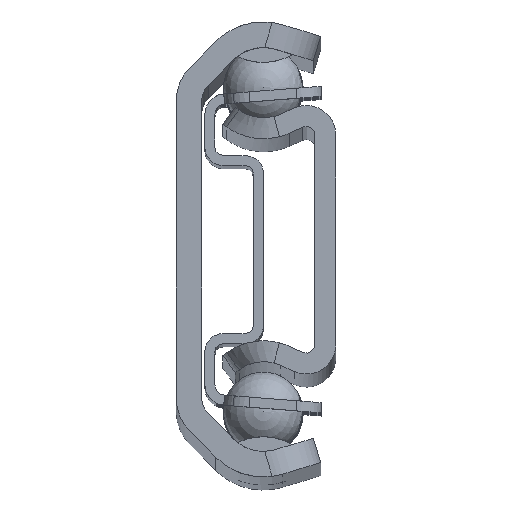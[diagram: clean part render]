
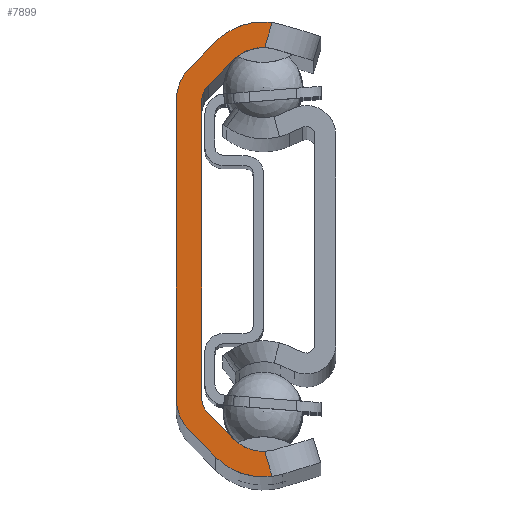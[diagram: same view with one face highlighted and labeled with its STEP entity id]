
A CAD part, top view. The second image highlights one B-rep face of the part: STEP entity #7899.
In plain terms, the highlighted planar face has unit normal (0, 0, 1).
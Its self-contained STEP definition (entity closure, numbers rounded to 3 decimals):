
#258=PLANE('',#8457);
#475=FACE_OUTER_BOUND('',#868,.T.);
#868=EDGE_LOOP('',(#5455,#5456,#5457,#5458,#5459,#5460,#5461,#5462,#5463,
#5464,#5465,#5466,#5467,#5468,#5469,#5470));
#1354=LINE('',#11795,#2147);
#1355=LINE('',#11798,#2148);
#1356=LINE('',#11802,#2149);
#1357=LINE('',#11806,#2150);
#1358=LINE('',#11810,#2151);
#1359=LINE('',#11814,#2152);
#1360=LINE('',#11818,#2153);
#1361=LINE('',#11821,#2154);
#2147=VECTOR('',#9422,10.);
#2148=VECTOR('',#9425,10.);
#2149=VECTOR('',#9428,10.);
#2150=VECTOR('',#9431,10.);
#2151=VECTOR('',#9434,10.);
#2152=VECTOR('',#9437,10.);
#2153=VECTOR('',#9440,10.);
#2154=VECTOR('',#9443,10.);
#2875=CIRCLE('',#8411,4.01);
#2901=CIRCLE('',#8452,2.49);
#2903=CIRCLE('',#8458,1.28);
#2904=CIRCLE('',#8459,1.28);
#2905=CIRCLE('',#8460,2.49);
#2906=CIRCLE('',#8461,4.01);
#2907=CIRCLE('',#8462,2.8);
#2908=CIRCLE('',#8463,2.8);
#3267=VERTEX_POINT('',#11612);
#3268=VERTEX_POINT('',#11617);
#3324=VERTEX_POINT('',#11766);
#3325=VERTEX_POINT('',#11768);
#3328=VERTEX_POINT('',#11797);
#3329=VERTEX_POINT('',#11799);
#3330=VERTEX_POINT('',#11801);
#3331=VERTEX_POINT('',#11803);
#3332=VERTEX_POINT('',#11805);
#3333=VERTEX_POINT('',#11807);
#3334=VERTEX_POINT('',#11809);
#3335=VERTEX_POINT('',#11811);
#3336=VERTEX_POINT('',#11813);
#3337=VERTEX_POINT('',#11815);
#3338=VERTEX_POINT('',#11817);
#3339=VERTEX_POINT('',#11819);
#4092=EDGE_CURVE('',#3267,#3268,#2875,.T.);
#4163=EDGE_CURVE('',#3324,#3325,#2901,.T.);
#4171=EDGE_CURVE('',#3325,#3267,#1354,.T.);
#4172=EDGE_CURVE('',#3328,#3324,#1355,.T.);
#4173=EDGE_CURVE('',#3329,#3328,#2903,.T.);
#4174=EDGE_CURVE('',#3330,#3329,#1356,.T.);
#4175=EDGE_CURVE('',#3331,#3330,#2904,.T.);
#4176=EDGE_CURVE('',#3332,#3331,#1357,.T.);
#4177=EDGE_CURVE('',#3333,#3332,#2905,.T.);
#4178=EDGE_CURVE('',#3334,#3333,#1358,.T.);
#4179=EDGE_CURVE('',#3335,#3334,#2906,.T.);
#4180=EDGE_CURVE('',#3336,#3335,#1359,.T.);
#4181=EDGE_CURVE('',#3337,#3336,#2907,.T.);
#4182=EDGE_CURVE('',#3338,#3337,#1360,.T.);
#4183=EDGE_CURVE('',#3339,#3338,#2908,.T.);
#4184=EDGE_CURVE('',#3268,#3339,#1361,.T.);
#5455=ORIENTED_EDGE('',*,*,#4171,.F.);
#5456=ORIENTED_EDGE('',*,*,#4163,.F.);
#5457=ORIENTED_EDGE('',*,*,#4172,.F.);
#5458=ORIENTED_EDGE('',*,*,#4173,.F.);
#5459=ORIENTED_EDGE('',*,*,#4174,.F.);
#5460=ORIENTED_EDGE('',*,*,#4175,.F.);
#5461=ORIENTED_EDGE('',*,*,#4176,.F.);
#5462=ORIENTED_EDGE('',*,*,#4177,.F.);
#5463=ORIENTED_EDGE('',*,*,#4178,.F.);
#5464=ORIENTED_EDGE('',*,*,#4179,.F.);
#5465=ORIENTED_EDGE('',*,*,#4180,.F.);
#5466=ORIENTED_EDGE('',*,*,#4181,.F.);
#5467=ORIENTED_EDGE('',*,*,#4182,.F.);
#5468=ORIENTED_EDGE('',*,*,#4183,.F.);
#5469=ORIENTED_EDGE('',*,*,#4184,.F.);
#5470=ORIENTED_EDGE('',*,*,#4092,.F.);
#7899=ADVANCED_FACE('',(#475),#258,.T.);
#8411=AXIS2_PLACEMENT_3D('',#11618,#9284,#9285);
#8452=AXIS2_PLACEMENT_3D('',#11769,#9409,#9410);
#8457=AXIS2_PLACEMENT_3D('',#11796,#9423,#9424);
#8458=AXIS2_PLACEMENT_3D('',#11800,#9426,#9427);
#8459=AXIS2_PLACEMENT_3D('',#11804,#9429,#9430);
#8460=AXIS2_PLACEMENT_3D('',#11808,#9432,#9433);
#8461=AXIS2_PLACEMENT_3D('',#11812,#9435,#9436);
#8462=AXIS2_PLACEMENT_3D('',#11816,#9438,#9439);
#8463=AXIS2_PLACEMENT_3D('',#11820,#9441,#9442);
#9284=DIRECTION('center_axis',(0.,0.,-1.));
#9285=DIRECTION('ref_axis',(-0.707,-0.707,0.));
#9409=DIRECTION('center_axis',(0.,0.,1.));
#9410=DIRECTION('ref_axis',(0.707,0.707,0.));
#9422=DIRECTION('',(0.285,-0.959,0.));
#9423=DIRECTION('center_axis',(0.,0.,1.));
#9424=DIRECTION('ref_axis',(1.,0.,0.));
#9425=DIRECTION('',(0.707,-0.707,0.));
#9426=DIRECTION('center_axis',(0.,0.,1.));
#9427=DIRECTION('ref_axis',(1.,0.,0.));
#9428=DIRECTION('',(0.,-1.,0.));
#9429=DIRECTION('center_axis',(0.,0.,1.));
#9430=DIRECTION('ref_axis',(0.707,-0.707,0.));
#9431=DIRECTION('',(-0.707,-0.707,0.));
#9432=DIRECTION('center_axis',(0.,0.,1.));
#9433=DIRECTION('ref_axis',(-0.285,-0.959,0.));
#9434=DIRECTION('',(-0.285,-0.959,0.));
#9435=DIRECTION('center_axis',(0.,0.,-1.));
#9436=DIRECTION('ref_axis',(0.285,0.959,0.));
#9437=DIRECTION('',(0.707,0.707,0.));
#9438=DIRECTION('center_axis',(0.,0.,-1.));
#9439=DIRECTION('ref_axis',(-0.707,0.707,0.));
#9440=DIRECTION('',(0.,1.,0.));
#9441=DIRECTION('center_axis',(0.,0.,-1.));
#9442=DIRECTION('ref_axis',(-1.,0.,0.));
#9443=DIRECTION('',(-0.707,0.707,0.));
#11612=CARTESIAN_POINT('',(0.53,-13.51,225.));
#11617=CARTESIAN_POINT('',(-2.835,-12.37,225.));
#11618=CARTESIAN_POINT('Origin',(0.,-9.535,225.));
#11766=CARTESIAN_POINT('',(-1.761,-11.296,225.));
#11768=CARTESIAN_POINT('',(0.089,-12.023,225.));
#11769=CARTESIAN_POINT('Origin',(0.,-9.535,225.));
#11795=CARTESIAN_POINT('',(-1.647,-6.182,225.));
#11796=CARTESIAN_POINT('Origin',(-2.512,0.,
225.));
#11797=CARTESIAN_POINT('',(-3.285,-9.771,225.));
#11798=CARTESIAN_POINT('',(-1.761,-11.296,225.));
#11799=CARTESIAN_POINT('',(-3.66,-8.866,225.));
#11800=CARTESIAN_POINT('Origin',(-2.38,-8.866,225.));
#11801=CARTESIAN_POINT('',(-3.66,8.866,225.));
#11802=CARTESIAN_POINT('',(-3.66,-8.866,225.));
#11803=CARTESIAN_POINT('',(-3.285,9.771,225.));
#11804=CARTESIAN_POINT('Origin',(-2.38,8.866,225.));
#11805=CARTESIAN_POINT('',(-1.761,11.296,225.));
#11806=CARTESIAN_POINT('',(-3.285,9.771,225.));
#11807=CARTESIAN_POINT('',(0.089,12.023,225.));
#11808=CARTESIAN_POINT('Origin',(0.,9.535,225.));
#11809=CARTESIAN_POINT('',(0.53,13.51,225.));
#11810=CARTESIAN_POINT('',(-1.43,6.911,225.));
#11811=CARTESIAN_POINT('',(-2.835,12.37,225.));
#11812=CARTESIAN_POINT('Origin',(0.,9.535,225.));
#11813=CARTESIAN_POINT('',(-4.36,10.846,225.));
#11814=CARTESIAN_POINT('',(-2.835,12.37,225.));
#11815=CARTESIAN_POINT('',(-5.18,8.866,225.));
#11816=CARTESIAN_POINT('Origin',(-2.38,8.866,225.));
#11817=CARTESIAN_POINT('',(-5.18,-8.866,225.));
#11818=CARTESIAN_POINT('',(-5.18,8.866,225.));
#11819=CARTESIAN_POINT('',(-4.36,-10.846,225.));
#11820=CARTESIAN_POINT('Origin',(-2.38,-8.866,225.));
#11821=CARTESIAN_POINT('',(-4.36,-10.846,225.));
